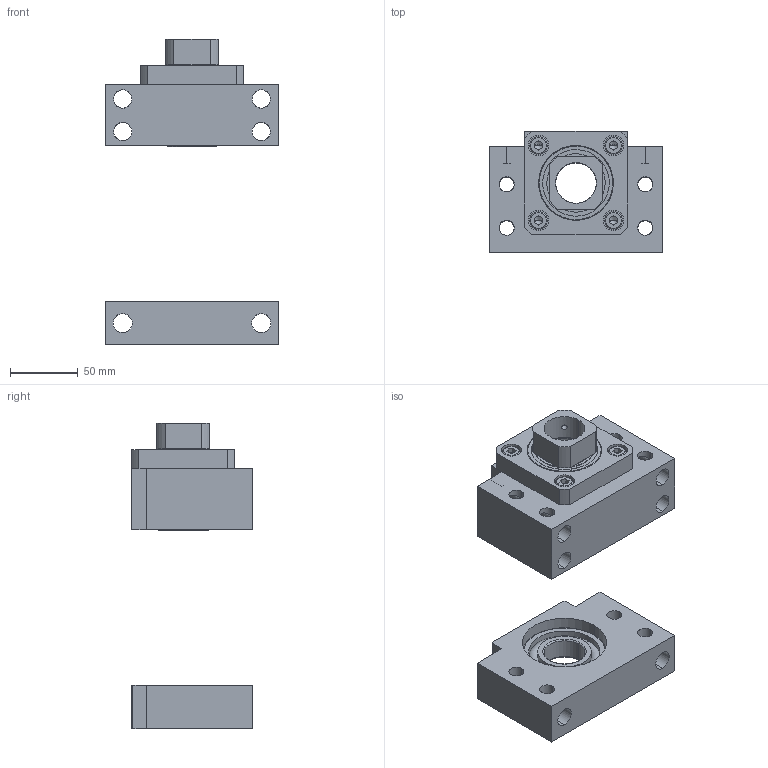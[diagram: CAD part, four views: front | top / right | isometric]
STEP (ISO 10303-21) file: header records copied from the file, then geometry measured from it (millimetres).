
FILE_DESCRIPTION (( 'STEP AP203' ), '1' );
FILE_NAME ('BK30 - BF30 - COM PORCA.STEP', '2025-10-15T13:13:44', ( '' ), ( '' ), 'SwSTEP 2.0', 'SolidWorks 2019', '' );
FILE_SCHEMA (( 'CONFIG_CONTROL_DESIGN' ));
Length unit declared in the file: millimetre
Products named in the file (14): angular contact ball bearing_68_din_DIN 628 - 7206B - 12,SI,NC,12_68^MANCAL_BK 30 _MONTADO_BK30 - BF30(2)_BK30 - BF30; radial ball bearing_68_din_DIN 625 - 6206 - 12,SI,NC,12_68^MANCAL_BF 30 _MONTADO_BK30 - BF30(2)_BK30 - BF30; MANCAL_BF 30 _MONTADO^BK30 - BF30(2)_BK30 - BF30; BLOCO_BK_ SUP_30^MANCAL_BK 30 _MONTADO_BK30 - BF30(2)_BK30 - BF30; ANEL_ESPA_ADOR^MANCAL_BK 30 _MONTADO_BK30 - BF30(2)_BK30 - BF30; BK30 - BF30 - COM PORCA; BK30 - BF30(2)^BK30 - BF30; socket head cap screw_din_DIN 912 M8 x 16 --- 16N^MANCAL_BK 30 _MONTADO_BK30 - BF30(2)_BK30 - BF30; MANCAL_BK 30 _MONTADO^BK30 - BF30(2)_BK30 - BF30; BLOCO_BF_ SUP_30^MANCAL_BF 30 _MONTADO_BK30 - BF30(2)_BK30 - BF30; ANEL_ESPA_ADOR - TAMPA^MANCAL_BK 30 _MONTADO_BK30 - BF30(2)_BK30 - BF30; PORCA QUAD M30; TAMPA_BK 30^MANCAL_BK 30 _MONTADO_BK30 - BF30(2)_BK30 - BF30; RETENTOR^MANCAL_BK 30 _MONTADO_BK30 - BF30(2)_BK30 - BF30
Assembly tree (18 placements, depth 4):
  BK30 - BF30 - COM PORCA
    BK30 - BF30(2)^BK30 - BF30
      MANCAL_BK 30 _MONTADO^BK30 - BF30(2)_BK30 - BF30
        BLOCO_BK_ SUP_30^MANCAL_BK 30 _MONTADO_BK30 - BF30(2)_BK30 - BF30
        angular contact ball bearing_68_din_DIN 628 - 7206B - 12,SI,NC,12_68^MANCAL_BK 30 _MONTADO_BK30 - BF30(2)_BK30 - BF30  x2
        ANEL_ESPA_ADOR^MANCAL_BK 30 _MONTADO_BK30 - BF30(2)_BK30 - BF30
        ANEL_ESPA_ADOR - TAMPA^MANCAL_BK 30 _MONTADO_BK30 - BF30(2)_BK30 - BF30
        RETENTOR^MANCAL_BK 30 _MONTADO_BK30 - BF30(2)_BK30 - BF30  x2
        TAMPA_BK 30^MANCAL_BK 30 _MONTADO_BK30 - BF30(2)_BK30 - BF30
        socket head cap screw_din_DIN 912 M8 x 16 --- 16N^MANCAL_BK 30 _MONTADO_BK30 - BF30(2)_BK30 - BF30  x4
        PORCA QUAD M30
      MANCAL_BF 30 _MONTADO^BK30 - BF30(2)_BK30 - BF30
        BLOCO_BF_ SUP_30^MANCAL_BF 30 _MONTADO_BK30 - BF30(2)_BK30 - BF30
        radial ball bearing_68_din_DIN 625 - 6206 - 12,SI,NC,12_68^MANCAL_BF 30 _MONTADO_BK30 - BF30(2)_BK30 - BF30
Bounding box: 128 x 89 x 225.08 mm (x, y, z)
Volume: 681927 mm3; surface area: 187749.3 mm2
Topology: 15 solids, 15 shells, 455 faces, 1094 edges, 668 vertices
Faces by surface type: cylinder 196, plane 135, torus 84, cone 40
Entity records: 17384 total; most frequent: CARTESIAN_POINT 7953, DIRECTION 1730, ORIENTED_EDGE 1572, EDGE_CURVE 786, AXIS2_PLACEMENT_3D 708, VERTEX_POINT 497, EDGE_LOOP 395, CIRCLE 372
